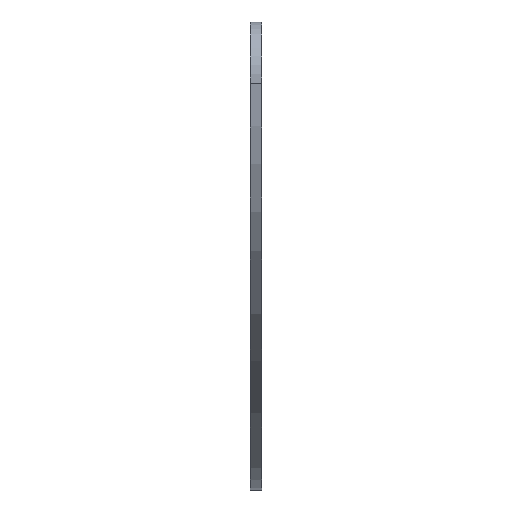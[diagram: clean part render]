
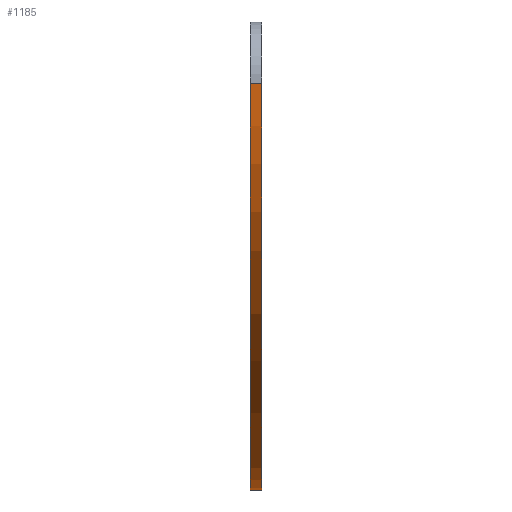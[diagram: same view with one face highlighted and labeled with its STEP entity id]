
A CAD part, left-side view. The second image highlights one B-rep face of the part: STEP entity #1185.
In plain terms, the highlighted free-form (B-spline) face has degree [3, 1] with [12, 2] control points.
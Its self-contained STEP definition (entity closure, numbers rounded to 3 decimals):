
#36 = CARTESIAN_POINT ( 'NONE',  ( -104.94, -2., -1.094 ) ) ;
#56 = VERTEX_POINT ( 'NONE', #67 ) ;
#67 = CARTESIAN_POINT ( 'NONE',  ( -104.94, 0., -1.094 ) ) ;
#76 = VECTOR ( 'NONE', #189, 1000. ) ;
#93 = CARTESIAN_POINT ( 'NONE',  ( -31.495, -2., -75.25 ) ) ;
#117 = B_SPLINE_CURVE_WITH_KNOTS ( 'NONE', 3,
 ( #977, #123, #129, #323, #590, #501, #491, #888, #304, #484, #1184, #36 ),
 .UNSPECIFIED., .F., .F.,
 ( 4, 2, 2, 2, 2, 4 ),
 ( 0., 0.25, 0.375, 0.5, 0.75, 1. ),
 .UNSPECIFIED. ) ;
#123 = CARTESIAN_POINT ( 'NONE',  ( 25.201, -2., -55.91 ) ) ;
#127 = VERTEX_POINT ( 'NONE', #654 ) ;
#128 = CARTESIAN_POINT ( 'NONE',  ( -9.955, 0., -72.737 ) ) ;
#129 = CARTESIAN_POINT ( 'NONE',  ( 8.344, -2., -66.78 ) ) ;
#135 = ORIENTED_EDGE ( 'NONE', *, *, #508, .T. ) ;
#170 = CARTESIAN_POINT ( 'NONE',  ( -102.722, -2., -21.252 ) ) ;
#176 = LINE ( 'NONE', #285, #76 ) ;
#189 = DIRECTION ( 'NONE',  ( 0., 1., 0. ) ) ;
#216 = EDGE_LOOP ( 'NONE', ( #757, #283, #135, #974 ) ) ;
#217 = CARTESIAN_POINT ( 'NONE',  ( 31.218, 0., -51.133 ) ) ;
#247 = CARTESIAN_POINT ( 'NONE',  ( -74.515, 0., -54.009 ) ) ;
#280 = CARTESIAN_POINT ( 'NONE',  ( -39.748, -2., -72.453 ) ) ;
#283 = ORIENTED_EDGE ( 'NONE', *, *, #650, .F. ) ;
#284 = CARTESIAN_POINT ( 'NONE',  ( -104.94, 0., -1.094 ) ) ;
#285 = CARTESIAN_POINT ( 'NONE',  ( -104.94, -2., -1.094 ) ) ;
#304 = CARTESIAN_POINT ( 'NONE',  ( -74.515, -2., -54.009 ) ) ;
#323 = CARTESIAN_POINT ( 'NONE',  ( -9.955, -2., -72.737 ) ) ;
#364 = CARTESIAN_POINT ( 'NONE',  ( 25.201, -2., -55.91 ) ) ;
#369 = CARTESIAN_POINT ( 'NONE',  ( 31.218, -2., -51.133 ) ) ;
#380 = CARTESIAN_POINT ( 'NONE',  ( -95.361, -2., -31.457 ) ) ;
#448 = CARTESIAN_POINT ( 'NONE',  ( -74.515, 0., -54.009 ) ) ;
#464 = CARTESIAN_POINT ( 'NONE',  ( -95.361, 0., -31.457 ) ) ;
#484 = CARTESIAN_POINT ( 'NONE',  ( -95.361, -2., -31.457 ) ) ;
#491 = CARTESIAN_POINT ( 'NONE',  ( -39.748, -2., -72.453 ) ) ;
#500 = CARTESIAN_POINT ( 'NONE',  ( -16.066, 0., -74.514 ) ) ;
#501 = CARTESIAN_POINT ( 'NONE',  ( -31.495, -2., -75.25 ) ) ;
#508 = EDGE_CURVE ( 'NONE', #880, #1066, #117, .T. ) ;
#513 = CARTESIAN_POINT ( 'NONE',  ( -57.989, 0., -62.908 ) ) ;
#519 = CARTESIAN_POINT ( 'NONE',  ( -39.748, 0., -72.453 ) ) ;
#527 = CARTESIAN_POINT ( 'NONE',  ( 31.218, -2., -51.133 ) ) ;
#550 = CARTESIAN_POINT ( 'NONE',  ( -74.515, -2., -54.009 ) ) ;
#557 = CARTESIAN_POINT ( 'NONE',  ( -16.066, 0., -74.514 ) ) ;
#590 = CARTESIAN_POINT ( 'NONE',  ( -16.066, -2., -74.514 ) ) ;
#594 = CARTESIAN_POINT ( 'NONE',  ( 8.344, 0., -66.78 ) ) ;
#619 = CARTESIAN_POINT ( 'NONE',  ( -104.94, 0., -1.094 ) ) ;
#650 = EDGE_CURVE ( 'NONE', #880, #127, #819, .T. ) ;
#654 = CARTESIAN_POINT ( 'NONE',  ( 31.218, 0., -51.133 ) ) ;
#709 = EDGE_CURVE ( 'NONE', #1066, #56, #176, .T. ) ;
#739 = CARTESIAN_POINT ( 'NONE',  ( -9.955, -2., -72.737 ) ) ;
#747 = CARTESIAN_POINT ( 'NONE',  ( 25.201, 0., -55.91 ) ) ;
#753 = FACE_OUTER_BOUND ( 'NONE', #216, .T. ) ;
#757 = ORIENTED_EDGE ( 'NONE', *, *, #959, .F. ) ;
#814 = B_SPLINE_CURVE_WITH_KNOTS ( 'NONE', 3,
 ( #217, #881, #594, #128, #500, #1086, #519, #513, #247, #1103, #816, #619 ),
 .UNSPECIFIED., .F., .F.,
 ( 4, 2, 2, 2, 2, 4 ),
 ( 0., 0.25, 0.375, 0.5, 0.75, 1. ),
 .UNSPECIFIED. ) ;
#816 = CARTESIAN_POINT ( 'NONE',  ( -102.722, 0., -21.252 ) ) ;
#819 = LINE ( 'NONE', #527, #947 ) ;
#830 = CARTESIAN_POINT ( 'NONE',  ( -104.94, -2., -1.094 ) ) ;
#832 = CARTESIAN_POINT ( 'NONE',  ( -39.748, 0., -72.453 ) ) ;
#851 = CARTESIAN_POINT ( 'NONE',  ( -31.495, 0., -75.25 ) ) ;
#861 = B_SPLINE_SURFACE_WITH_KNOTS ( 'NONE', 3, 1, ( 
 ( #369, #1032 ),
 ( #364, #747 ),
 ( #942, #1234 ),
 ( #739, #1140 ),
 ( #1117, #557 ),
 ( #93, #851 ),
 ( #280, #832 ),
 ( #1125, #1020 ),
 ( #550, #448 ),
 ( #380, #464 ),
 ( #170, #1245 ),
 ( #1146, #284 ) ),
 .UNSPECIFIED., .F., .F., .F.,
 ( 4, 2, 2, 2, 2, 4 ),
 ( 2, 2 ),
 ( 0., 0.25, 0.375, 0.5, 0.75, 1. ),
 ( 0., 1. ),
 .UNSPECIFIED. ) ;
#880 = VERTEX_POINT ( 'NONE', #969 ) ;
#881 = CARTESIAN_POINT ( 'NONE',  ( 25.201, 0., -55.91 ) ) ;
#888 = CARTESIAN_POINT ( 'NONE',  ( -57.989, -2., -62.908 ) ) ;
#942 = CARTESIAN_POINT ( 'NONE',  ( 8.344, -2., -66.78 ) ) ;
#947 = VECTOR ( 'NONE', #1015, 1000. ) ;
#959 = EDGE_CURVE ( 'NONE', #127, #56, #814, .T. ) ;
#969 = CARTESIAN_POINT ( 'NONE',  ( 31.218, -2., -51.133 ) ) ;
#974 = ORIENTED_EDGE ( 'NONE', *, *, #709, .T. ) ;
#977 = CARTESIAN_POINT ( 'NONE',  ( 31.218, -2., -51.133 ) ) ;
#1015 = DIRECTION ( 'NONE',  ( 0., 1., 0. ) ) ;
#1020 = CARTESIAN_POINT ( 'NONE',  ( -57.989, 0., -62.908 ) ) ;
#1032 = CARTESIAN_POINT ( 'NONE',  ( 31.218, 0., -51.133 ) ) ;
#1066 = VERTEX_POINT ( 'NONE', #830 ) ;
#1086 = CARTESIAN_POINT ( 'NONE',  ( -31.495, 0., -75.25 ) ) ;
#1103 = CARTESIAN_POINT ( 'NONE',  ( -95.361, 0., -31.457 ) ) ;
#1117 = CARTESIAN_POINT ( 'NONE',  ( -16.066, -2., -74.514 ) ) ;
#1125 = CARTESIAN_POINT ( 'NONE',  ( -57.989, -2., -62.908 ) ) ;
#1140 = CARTESIAN_POINT ( 'NONE',  ( -9.955, 0., -72.737 ) ) ;
#1146 = CARTESIAN_POINT ( 'NONE',  ( -104.94, -2., -1.094 ) ) ;
#1184 = CARTESIAN_POINT ( 'NONE',  ( -102.722, -2., -21.252 ) ) ;
#1185 = ADVANCED_FACE ( 'NONE', ( #753 ), #861, .T. ) ;
#1234 = CARTESIAN_POINT ( 'NONE',  ( 8.344, 0., -66.78 ) ) ;
#1245 = CARTESIAN_POINT ( 'NONE',  ( -102.722, 0., -21.252 ) ) ;
